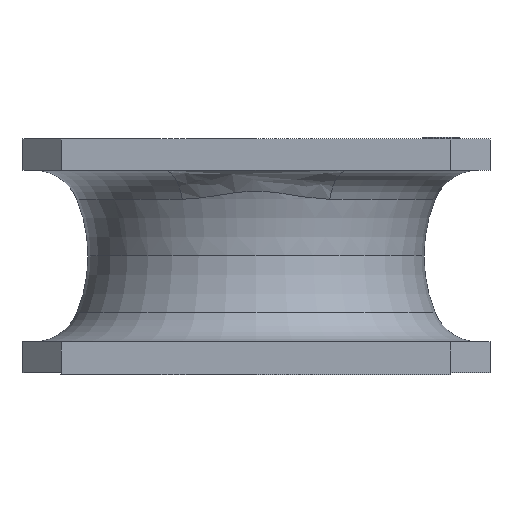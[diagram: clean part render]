
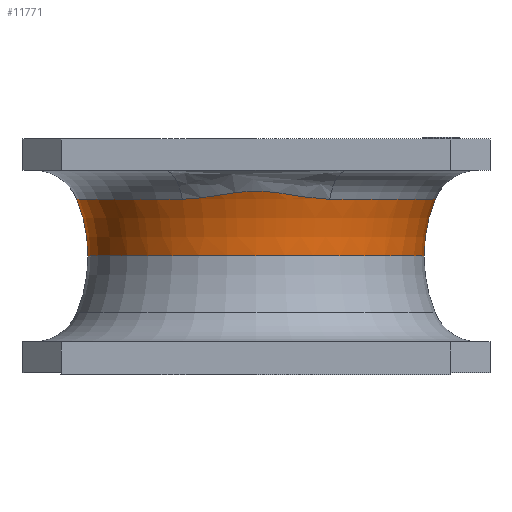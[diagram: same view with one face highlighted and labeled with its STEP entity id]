
A CAD part, front view. The second image highlights one B-rep face of the part: STEP entity #11771.
In plain terms, the highlighted toroidal (fillet/blend) face has major radius 2.038 mm and minor radius 0.961 mm.
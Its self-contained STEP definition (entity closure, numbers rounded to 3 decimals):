
#22 = CIRCLE ( 'NONE', #2959, 0.961 ) ;
#92 = DIRECTION ( 'NONE',  ( 0., 0., -1. ) ) ;
#176 = CIRCLE ( 'NONE', #3641, 1.077 ) ;
#229 = VERTEX_POINT ( 'NONE', #10660 ) ;
#646 = CARTESIAN_POINT ( 'NONE',  ( -0.396, -1.081, 1.113 ) ) ;
#984 = ORIENTED_EDGE ( 'NONE', *, *, #7099, .F. ) ;
#1020 = EDGE_CURVE ( 'NONE', #12949, #229, #15223, .T. ) ;
#1570 = TOROIDAL_SURFACE ( 'NONE', #10907, 2.038, 0.961 ) ;
#2571 = DIRECTION ( 'NONE',  ( -1., 0., 0. ) ) ;
#2959 = AXIS2_PLACEMENT_3D ( 'NONE', #9578, #14714, #3221 ) ;
#3221 = DIRECTION ( 'NONE',  ( 0., 0., -1. ) ) ;
#3296 = ORIENTED_EDGE ( 'NONE', *, *, #10934, .T. ) ;
#3641 = AXIS2_PLACEMENT_3D ( 'NONE', #11451, #8953, #4961 ) ;
#4066 = AXIS2_PLACEMENT_3D ( 'NONE', #7789, #13847, #16477 ) ;
#4183 = CARTESIAN_POINT ( 'NONE',  ( 0.085, -1.171, 1.165 ) ) ;
#4961 = DIRECTION ( 'NONE',  ( -1., 0., 0. ) ) ;
#5653 = CIRCLE ( 'NONE', #12059, 1.148 ) ;
#5740 = CARTESIAN_POINT ( 'NONE',  ( -0.472, -1.047, 1.113 ) ) ;
#6735 = VERTEX_POINT ( 'NONE', #15276 ) ;
#6921 = CARTESIAN_POINT ( 'NONE',  ( 0.397, -1.081, 1.113 ) ) ;
#7004 = CARTESIAN_POINT ( 'NONE',  ( -0.081, -1.172, 1.166 ) ) ;
#7083 = VERTEX_POINT ( 'NONE', #10811 ) ;
#7099 = EDGE_CURVE ( 'NONE', #6735, #9987, #22, .T. ) ;
#7189 = CARTESIAN_POINT ( 'NONE',  ( 1.077, 0., 0.75 ) ) ;
#7741 = EDGE_CURVE ( 'NONE', #6735, #12949, #5653, .T. ) ;
#7789 = CARTESIAN_POINT ( 'NONE',  ( -2.038, 0., 0.75 ) ) ;
#8069 = EDGE_CURVE ( 'NONE', #7083, #14238, #15863, .T. ) ;
#8242 = EDGE_LOOP ( 'NONE', ( #10826, #984, #15738, #9882, #3296, #9752 ) ) ;
#8677 = CARTESIAN_POINT ( 'NONE',  ( 0.472, -1.047, 1.113 ) ) ;
#8953 = DIRECTION ( 'NONE',  ( 0., 0., -1. ) ) ;
#9106 = FACE_OUTER_BOUND ( 'NONE', #8242, .T. ) ;
#9273 = CARTESIAN_POINT ( 'NONE',  ( 0.166, -1.156, 1.152 ) ) ;
#9578 = CARTESIAN_POINT ( 'NONE',  ( 2.038, 0., 0.75 ) ) ;
#9623 = DIRECTION ( 'NONE',  ( 0., 0., -1. ) ) ;
#9752 = ORIENTED_EDGE ( 'NONE', *, *, #8069, .F. ) ;
#9882 = ORIENTED_EDGE ( 'NONE', *, *, #1020, .T. ) ;
#9987 = VERTEX_POINT ( 'NONE', #7189 ) ;
#10365 = DIRECTION ( 'NONE',  ( -1., 0., 0. ) ) ;
#10607 = AXIS2_PLACEMENT_3D ( 'NONE', #16118, #9623, #10630 ) ;
#10630 = DIRECTION ( 'NONE',  ( -1., 0., 0. ) ) ;
#10660 = CARTESIAN_POINT ( 'NONE',  ( -0.472, -1.047, 1.113 ) ) ;
#10811 = CARTESIAN_POINT ( 'NONE',  ( -1.077, 0., 0.75 ) ) ;
#10826 = ORIENTED_EDGE ( 'NONE', *, *, #14615, .F. ) ;
#10907 = AXIS2_PLACEMENT_3D ( 'NONE', #13156, #15680, #10365 ) ;
#10934 = EDGE_CURVE ( 'NONE', #229, #14238, #14117, .T. ) ;
#11451 = CARTESIAN_POINT ( 'NONE',  ( 0., 0., 0.75 ) ) ;
#11771 = ADVANCED_FACE ( 'NONE', ( #9106 ), #1570, .F. ) ;
#12059 = AXIS2_PLACEMENT_3D ( 'NONE', #14070, #92, #2571 ) ;
#12108 = CARTESIAN_POINT ( 'NONE',  ( 0.321, -1.111, 1.126 ) ) ;
#12949 = VERTEX_POINT ( 'NONE', #8677 ) ;
#13156 = CARTESIAN_POINT ( 'NONE',  ( 0., 0., 0.75 ) ) ;
#13698 = CARTESIAN_POINT ( 'NONE',  ( -1.148, 0., 1.113 ) ) ;
#13847 = DIRECTION ( 'NONE',  ( 0., -1., 0. ) ) ;
#14070 = CARTESIAN_POINT ( 'NONE',  ( 0., 0., 1.113 ) ) ;
#14117 = CIRCLE ( 'NONE', #10607, 1.148 ) ;
#14238 = VERTEX_POINT ( 'NONE', #13698 ) ;
#14497 = CARTESIAN_POINT ( 'NONE',  ( -0.163, -1.157, 1.153 ) ) ;
#14615 = EDGE_CURVE ( 'NONE', #9987, #7083, #176, .T. ) ;
#14714 = DIRECTION ( 'NONE',  ( 0., -1., 0. ) ) ;
#15223 = B_SPLINE_CURVE_WITH_KNOTS ( 'NONE', 3,
 ( #15885, #6921, #12108, #9273, #4183, #7004, #14497, #15935, #646, #5740 ),
 .UNSPECIFIED., .F., .F.,
 ( 4, 2, 2, 2, 4 ),
 ( 0., 0., 0., 0.001, 0.001 ),
 .UNSPECIFIED. ) ;
#15276 = CARTESIAN_POINT ( 'NONE',  ( 1.148, 0., 1.113 ) ) ;
#15680 = DIRECTION ( 'NONE',  ( 0., 0., -1. ) ) ;
#15738 = ORIENTED_EDGE ( 'NONE', *, *, #7741, .T. ) ;
#15863 = CIRCLE ( 'NONE', #4066, 0.961 ) ;
#15885 = CARTESIAN_POINT ( 'NONE',  ( 0.472, -1.047, 1.113 ) ) ;
#15935 = CARTESIAN_POINT ( 'NONE',  ( -0.32, -1.111, 1.127 ) ) ;
#16118 = CARTESIAN_POINT ( 'NONE',  ( 0., 0., 1.113 ) ) ;
#16477 = DIRECTION ( 'NONE',  ( 0., 0., -1. ) ) ;
